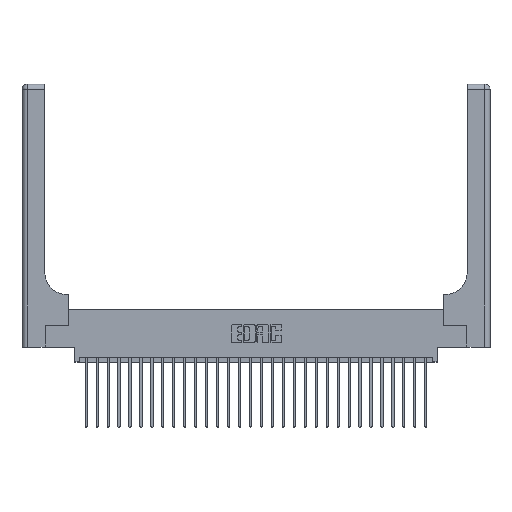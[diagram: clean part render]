
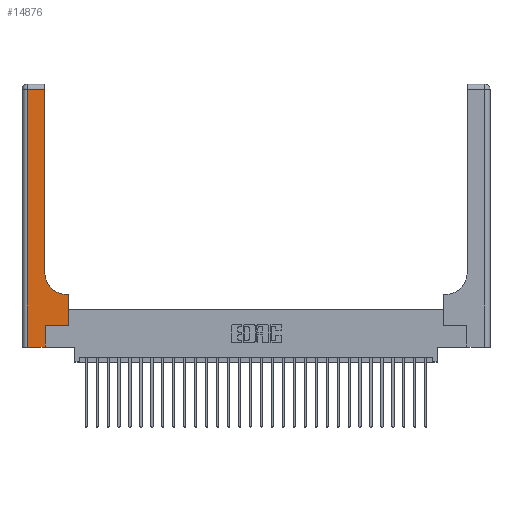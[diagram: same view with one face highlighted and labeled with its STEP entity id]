
A CAD part, top view. The second image highlights one B-rep face of the part: STEP entity #14876.
In plain terms, the highlighted planar face has unit normal (0, 0, 1).
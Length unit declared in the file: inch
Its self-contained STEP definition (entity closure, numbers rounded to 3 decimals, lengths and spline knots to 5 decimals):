
#1872 = LINE ( 'NONE', #24805, #7545 ) ;
#2689 = LINE ( 'NONE', #24409, #24054 ) ;
#3146 = DIRECTION ( 'NONE',  ( 0., 1., 0. ) ) ;
#3571 = EDGE_CURVE ( 'NONE', #5574, #26086, #7103, .T. ) ;
#4005 = LINE ( 'NONE', #22899, #16017 ) ;
#4051 = VECTOR ( 'NONE', #12795, 39.37008 ) ;
#4267 = EDGE_CURVE ( 'NONE', #10024, #18710, #6740, .T. ) ;
#4404 = CARTESIAN_POINT ( 'NONE',  ( 0.51, 0.6, 0.37 ) ) ;
#4709 = VERTEX_POINT ( 'NONE', #12277 ) ;
#5543 = ORIENTED_EDGE ( 'NONE', *, *, #3571, .T. ) ;
#5574 = VERTEX_POINT ( 'NONE', #23613 ) ;
#5785 = VECTOR ( 'NONE', #19524, 39.37008 ) ;
#6631 = CARTESIAN_POINT ( 'NONE',  ( 0.26, 0.85, 0.37 ) ) ;
#6740 = CIRCLE ( 'NONE', #24021, 0.25 ) ;
#6783 = DIRECTION ( 'NONE',  ( 0., 0., -1. ) ) ;
#7001 = ORIENTED_EDGE ( 'NONE', *, *, #25855, .T. ) ;
#7022 = CARTESIAN_POINT ( 'NONE',  ( 0.26, 3., 0.37 ) ) ;
#7065 = CARTESIAN_POINT ( 'NONE',  ( 0.528, 0.25, 0.37 ) ) ;
#7103 = LINE ( 'NONE', #8799, #5785 ) ;
#7105 = EDGE_CURVE ( 'NONE', #13012, #4709, #10399, .T. ) ;
#7545 = VECTOR ( 'NONE', #16326, 39.37008 ) ;
#7965 = DIRECTION ( 'NONE',  ( 1., 0., 0. ) ) ;
#8799 = CARTESIAN_POINT ( 'NONE',  ( 0.265, 0.25, 0.37 ) ) ;
#9751 = CARTESIAN_POINT ( 'NONE',  ( 0.528, 0.25, 0.37 ) ) ;
#10024 = VERTEX_POINT ( 'NONE', #4404 ) ;
#10399 = LINE ( 'NONE', #21368, #4051 ) ;
#10422 = DIRECTION ( 'NONE',  ( -1., 0., 0. ) ) ;
#10424 = ORIENTED_EDGE ( 'NONE', *, *, #7105, .T. ) ;
#10699 = VECTOR ( 'NONE', #22541, 39.37008 ) ;
#12277 = CARTESIAN_POINT ( 'NONE',  ( 0.06, 0., 0.37 ) ) ;
#12459 = PLANE ( 'NONE',  #27539 ) ;
#12485 = EDGE_CURVE ( 'NONE', #18710, #13986, #13651, .T. ) ;
#12795 = DIRECTION ( 'NONE',  ( 0., -1., 0. ) ) ;
#13012 = VERTEX_POINT ( 'NONE', #21467 ) ;
#13292 = VERTEX_POINT ( 'NONE', #22288 ) ;
#13319 = ORIENTED_EDGE ( 'NONE', *, *, #19108, .T. ) ;
#13651 = LINE ( 'NONE', #7022, #18631 ) ;
#13986 = VERTEX_POINT ( 'NONE', #22442 ) ;
#14779 = ORIENTED_EDGE ( 'NONE', *, *, #17300, .T. ) ;
#14876 = ADVANCED_FACE ( 'NONE', ( #23517 ), #12459, .F. ) ;
#15622 = CARTESIAN_POINT ( 'NONE',  ( 0.528, 0.6, 0.37 ) ) ;
#16017 = VECTOR ( 'NONE', #7965, 39.37008 ) ;
#16326 = DIRECTION ( 'NONE',  ( -1., 0., 0. ) ) ;
#17300 = EDGE_CURVE ( 'NONE', #26086, #24383, #19757, .T. ) ;
#17829 = EDGE_CURVE ( 'NONE', #13292, #5574, #2689, .T. ) ;
#18631 = VECTOR ( 'NONE', #26214, 39.37008 ) ;
#18710 = VERTEX_POINT ( 'NONE', #6631 ) ;
#18885 = CARTESIAN_POINT ( 'NONE',  ( 0., 3., 0.37 ) ) ;
#19088 = VECTOR ( 'NONE', #24632, 39.37008 ) ;
#19108 = EDGE_CURVE ( 'NONE', #13986, #13012, #1872, .T. ) ;
#19524 = DIRECTION ( 'NONE',  ( 1., 0., 0. ) ) ;
#19579 = CARTESIAN_POINT ( 'NONE',  ( 0.51, 0.85, 0.37 ) ) ;
#19757 = LINE ( 'NONE', #9751, #19088 ) ;
#20146 = EDGE_LOOP ( 'NONE', ( #25951, #13319, #10424, #22595, #23494, #5543, #14779, #7001, #23663 ) ) ;
#20482 = CARTESIAN_POINT ( 'NONE',  ( 0.26, 0.6, 0.37 ) ) ;
#21368 = CARTESIAN_POINT ( 'NONE',  ( 0.06, 3., 0.37 ) ) ;
#21467 = CARTESIAN_POINT ( 'NONE',  ( 0.06, 2.94, 0.37 ) ) ;
#21723 = DIRECTION ( 'NONE',  ( 1., 0., 0. ) ) ;
#22288 = CARTESIAN_POINT ( 'NONE',  ( 0.265, 0., 0.37 ) ) ;
#22442 = CARTESIAN_POINT ( 'NONE',  ( 0.26, 2.94, 0.37 ) ) ;
#22541 = DIRECTION ( 'NONE',  ( -1., 0., 0. ) ) ;
#22595 = ORIENTED_EDGE ( 'NONE', *, *, #26887, .T. ) ;
#22691 = LINE ( 'NONE', #20482, #10699 ) ;
#22899 = CARTESIAN_POINT ( 'NONE',  ( 0., 0., 0.37 ) ) ;
#23176 = DIRECTION ( 'NONE',  ( 0., 0., -1. ) ) ;
#23494 = ORIENTED_EDGE ( 'NONE', *, *, #17829, .T. ) ;
#23517 = FACE_OUTER_BOUND ( 'NONE', #20146, .T. ) ;
#23613 = CARTESIAN_POINT ( 'NONE',  ( 0.265, 0.25, 0.37 ) ) ;
#23663 = ORIENTED_EDGE ( 'NONE', *, *, #4267, .T. ) ;
#24021 = AXIS2_PLACEMENT_3D ( 'NONE', #19579, #6783, #21723 ) ;
#24054 = VECTOR ( 'NONE', #3146, 39.37008 ) ;
#24383 = VERTEX_POINT ( 'NONE', #15622 ) ;
#24409 = CARTESIAN_POINT ( 'NONE',  ( 0.265, 0., 0.37 ) ) ;
#24632 = DIRECTION ( 'NONE',  ( 0., 1., 0. ) ) ;
#24805 = CARTESIAN_POINT ( 'NONE',  ( 0., 2.94, 0.37 ) ) ;
#25855 = EDGE_CURVE ( 'NONE', #24383, #10024, #22691, .T. ) ;
#25951 = ORIENTED_EDGE ( 'NONE', *, *, #12485, .T. ) ;
#26086 = VERTEX_POINT ( 'NONE', #7065 ) ;
#26214 = DIRECTION ( 'NONE',  ( 0., 1., 0. ) ) ;
#26887 = EDGE_CURVE ( 'NONE', #4709, #13292, #4005, .T. ) ;
#27539 = AXIS2_PLACEMENT_3D ( 'NONE', #18885, #23176, #10422 ) ;
